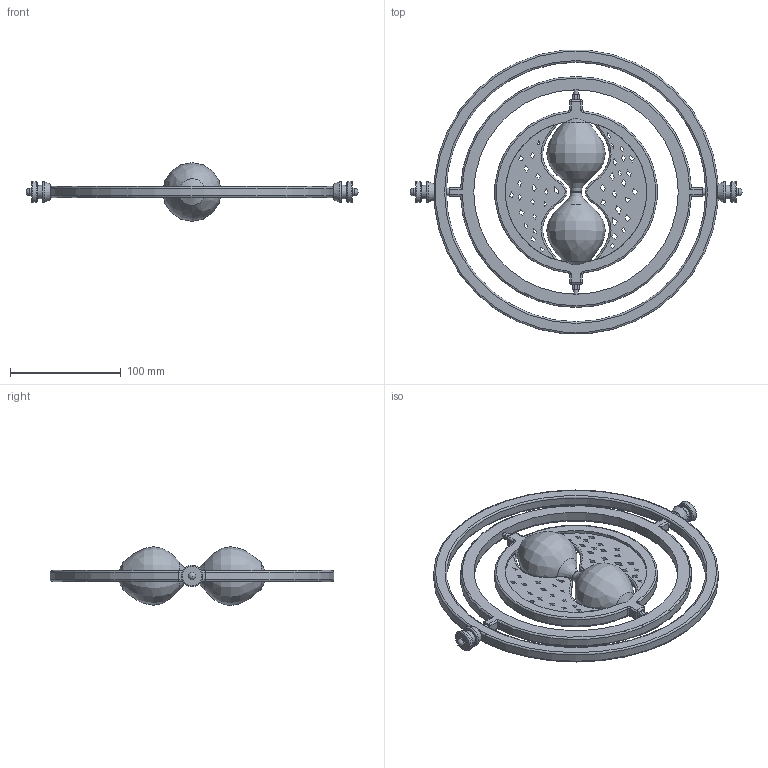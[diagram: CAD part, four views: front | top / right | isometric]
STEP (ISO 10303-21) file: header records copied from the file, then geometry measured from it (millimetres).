
FILE_DESCRIPTION(/* description */ ('STEP AP242','CAx-IF Rec.Pracs.---Representation and Presentation of Product Manufacturing Information (PMI)---4.0---2014-10-13','CAx-IF Rec.Pracs.---3D Tessellated Geometry---0.4---2014-09-14','2;1'),/* implementation_level */ '2;1');
FILE_NAME(/* name */ '68ea1c0de4bcf3f543d72cd3',/* time_stamp */ '2025-10-11T08:57:51Z',/* author */ (''),/* organization */ (''),/* preprocessor_version */ 'ST-DEVELOPER v20',/* originating_system */ 'ONSHAPE BY PTC INC, 1.205',/* authorisation */ ' ');
FILE_SCHEMA (('AP242_MANAGED_MODEL_BASED_3D_ENGINEERING_MIM_LF { 1 0 10303 442 1 1 4 }'));
Length unit declared in the file: metre
Products named in the file (1): Part 4
Bounding box: 300.33 x 256.46 x 52.89 mm (x, y, z)
Volume: 407836.7 mm3; surface area: 110697.9 mm2
Topology: 1 solids, 1 shells, 372 faces, 998 edges, 621 vertices
Faces by surface type: plane 214, cylinder 66, torus 31, bspline 28, sphere 18, cone 15
Full cylindrical faces by diameter (mm): 3.686 x1, 3.689 x1, 6.5 x2, 7 x2, 13 x2, 184.988 x1, 234.774 x1
Entity records: 12590 total; most frequent: CARTESIAN_POINT 3633, ORIENTED_EDGE 1850, DIRECTION 1706, EDGE_CURVE 925, LINE 634, VECTOR 634, VERTEX_POINT 603, AXIS2_PLACEMENT_3D 536
